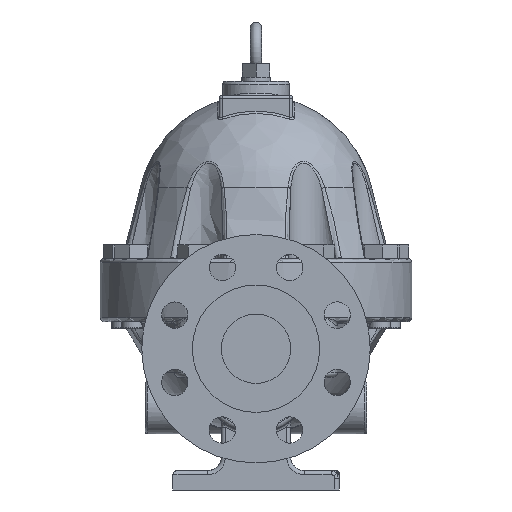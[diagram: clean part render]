
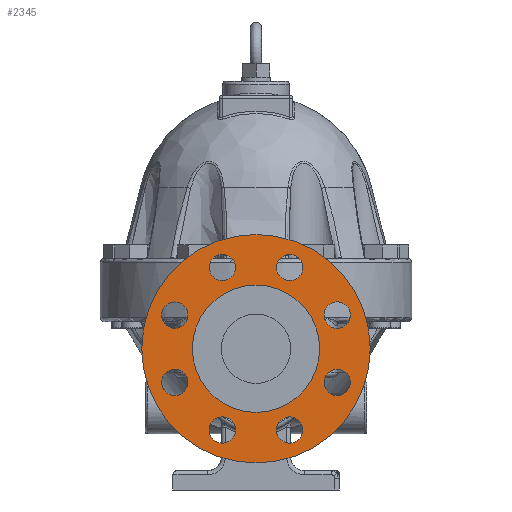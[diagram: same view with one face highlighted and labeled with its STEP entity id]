
A CAD part, front view. The second image highlights one B-rep face of the part: STEP entity #2345.
In plain terms, the highlighted planar face has unit normal (0, -1, 0).
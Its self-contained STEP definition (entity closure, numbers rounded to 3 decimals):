
#1962=CARTESIAN_POINT('',(82.5,-290.4,-42.));
#1963=VERTEX_POINT('',#1962);
#1964=CARTESIAN_POINT('',(0.0,-290.4,-42.0));
#1965=DIRECTION('',(0.0,1.0,0.0));
#1966=DIRECTION('',(-1.0,0.0,0.0));
#1967=AXIS2_PLACEMENT_3D('',#1964,#1965,#1966);
#1968=CIRCLE('',#1967,82.5);
#1969=EDGE_CURVE('',#1963,#1963,#1968,.T.);
#2130=CARTESIAN_POINT('',(-17.583,-290.4,23.384));
#2131=VERTEX_POINT('',#2130);
#2132=CARTESIAN_POINT('',(-24.3,-290.4,16.666));
#2133=DIRECTION('',(0.0,1.0,0.0));
#2134=DIRECTION('',(-0.707,0.0,-0.707));
#2135=AXIS2_PLACEMENT_3D('',#2132,#2133,#2134);
#2136=CIRCLE('',#2135,9.5);
#2137=EDGE_CURVE('',#2131,#2131,#2136,.T.);
#2150=CARTESIAN_POINT('',(-58.666,-290.4,-8.2));
#2151=VERTEX_POINT('',#2150);
#2152=CARTESIAN_POINT('',(-58.666,-290.4,-17.7));
#2153=DIRECTION('',(0.0,1.0,0.0));
#2154=DIRECTION('',(0.0,0.0,-1.0));
#2155=AXIS2_PLACEMENT_3D('',#2152,#2153,#2154);
#2156=CIRCLE('',#2155,9.5);
#2157=EDGE_CURVE('',#2151,#2151,#2156,.T.);
#2170=CARTESIAN_POINT('',(-65.384,-290.4,-59.583));
#2171=VERTEX_POINT('',#2170);
#2172=CARTESIAN_POINT('',(-58.666,-290.4,-66.3));
#2173=DIRECTION('',(0.0,1.0,0.0));
#2174=DIRECTION('',(0.707,0.0,-0.707));
#2175=AXIS2_PLACEMENT_3D('',#2172,#2173,#2174);
#2176=CIRCLE('',#2175,9.5);
#2177=EDGE_CURVE('',#2171,#2171,#2176,.T.);
#2190=CARTESIAN_POINT('',(-33.8,-290.4,-100.666));
#2191=VERTEX_POINT('',#2190);
#2192=CARTESIAN_POINT('',(-24.3,-290.4,-100.666));
#2193=DIRECTION('',(0.0,1.0,0.0));
#2194=DIRECTION('',(1.0,0.0,0.0));
#2195=AXIS2_PLACEMENT_3D('',#2192,#2193,#2194);
#2196=CIRCLE('',#2195,9.5);
#2197=EDGE_CURVE('',#2191,#2191,#2196,.T.);
#2210=CARTESIAN_POINT('',(17.583,-290.4,-107.384));
#2211=VERTEX_POINT('',#2210);
#2212=CARTESIAN_POINT('',(24.3,-290.4,-100.666));
#2213=DIRECTION('',(0.0,1.,0.0));
#2214=DIRECTION('',(0.707,0.0,0.707));
#2215=AXIS2_PLACEMENT_3D('',#2212,#2213,#2214);
#2216=CIRCLE('',#2215,9.5);
#2217=EDGE_CURVE('',#2211,#2211,#2216,.T.);
#2230=CARTESIAN_POINT('',(58.666,-290.4,-75.8));
#2231=VERTEX_POINT('',#2230);
#2232=CARTESIAN_POINT('',(58.666,-290.4,-66.3));
#2233=DIRECTION('',(0.0,1.0,0.0));
#2234=DIRECTION('',(0.0,0.0,1.0));
#2235=AXIS2_PLACEMENT_3D('',#2232,#2233,#2234);
#2236=CIRCLE('',#2235,9.5);
#2237=EDGE_CURVE('',#2231,#2231,#2236,.T.);
#2250=CARTESIAN_POINT('',(65.384,-290.4,-24.417));
#2251=VERTEX_POINT('',#2250);
#2252=CARTESIAN_POINT('',(58.666,-290.4,-17.7));
#2253=DIRECTION('',(0.0,1.,0.0));
#2254=DIRECTION('',(-0.707,0.0,0.707));
#2255=AXIS2_PLACEMENT_3D('',#2252,#2253,#2254);
#2256=CIRCLE('',#2255,9.5);
#2257=EDGE_CURVE('',#2251,#2251,#2256,.T.);
#2270=CARTESIAN_POINT('',(33.8,-290.4,16.666));
#2271=VERTEX_POINT('',#2270);
#2272=CARTESIAN_POINT('',(24.3,-290.4,16.666));
#2273=DIRECTION('',(0.0,1.0,0.0));
#2274=DIRECTION('',(-1.0,0.0,0.0));
#2275=AXIS2_PLACEMENT_3D('',#2272,#2273,#2274);
#2276=CIRCLE('',#2275,9.5);
#2277=EDGE_CURVE('',#2271,#2271,#2276,.T.);
#2287=CARTESIAN_POINT('',(45.95,-290.4,-42.));
#2288=VERTEX_POINT('',#2287);
#2289=CARTESIAN_POINT('',(0.0,-290.4,-42.0));
#2290=DIRECTION('',(0.0,-1.0,0.0));
#2291=DIRECTION('',(-1.0,0.0,0.0));
#2292=AXIS2_PLACEMENT_3D('',#2289,#2290,#2291);
#2293=CIRCLE('',#2292,45.95);
#2294=EDGE_CURVE('',#2288,#2288,#2293,.T.);
#2310=CARTESIAN_POINT('',(0.0,-290.4,-42.0));
#2311=DIRECTION('',(0.0,1.0,0.0));
#2312=DIRECTION('',(0.0,0.0,1.0));
#2313=AXIS2_PLACEMENT_3D('',#2310,#2311,#2312);
#2314=PLANE('',#2313);
#2315=ORIENTED_EDGE('',*,*,#1969,.F.);
#2316=EDGE_LOOP('',(#2315));
#2317=FACE_OUTER_BOUND('',#2316,.T.);
#2318=ORIENTED_EDGE('',*,*,#2137,.T.);
#2319=EDGE_LOOP('',(#2318));
#2320=FACE_BOUND('',#2319,.T.);
#2321=ORIENTED_EDGE('',*,*,#2157,.T.);
#2322=EDGE_LOOP('',(#2321));
#2323=FACE_BOUND('',#2322,.T.);
#2324=ORIENTED_EDGE('',*,*,#2177,.T.);
#2325=EDGE_LOOP('',(#2324));
#2326=FACE_BOUND('',#2325,.T.);
#2327=ORIENTED_EDGE('',*,*,#2197,.T.);
#2328=EDGE_LOOP('',(#2327));
#2329=FACE_BOUND('',#2328,.T.);
#2330=ORIENTED_EDGE('',*,*,#2217,.T.);
#2331=EDGE_LOOP('',(#2330));
#2332=FACE_BOUND('',#2331,.T.);
#2333=ORIENTED_EDGE('',*,*,#2237,.T.);
#2334=EDGE_LOOP('',(#2333));
#2335=FACE_BOUND('',#2334,.T.);
#2336=ORIENTED_EDGE('',*,*,#2257,.T.);
#2337=EDGE_LOOP('',(#2336));
#2338=FACE_BOUND('',#2337,.T.);
#2339=ORIENTED_EDGE('',*,*,#2277,.T.);
#2340=EDGE_LOOP('',(#2339));
#2341=FACE_BOUND('',#2340,.T.);
#2342=ORIENTED_EDGE('',*,*,#2294,.F.);
#2343=EDGE_LOOP('',(#2342));
#2344=FACE_BOUND('',#2343,.T.);
#2345=ADVANCED_FACE('',(#2317,#2320,#2323,#2326,#2329,#2332,#2335,#2338,#2341,#2344),#2314,.F.);
